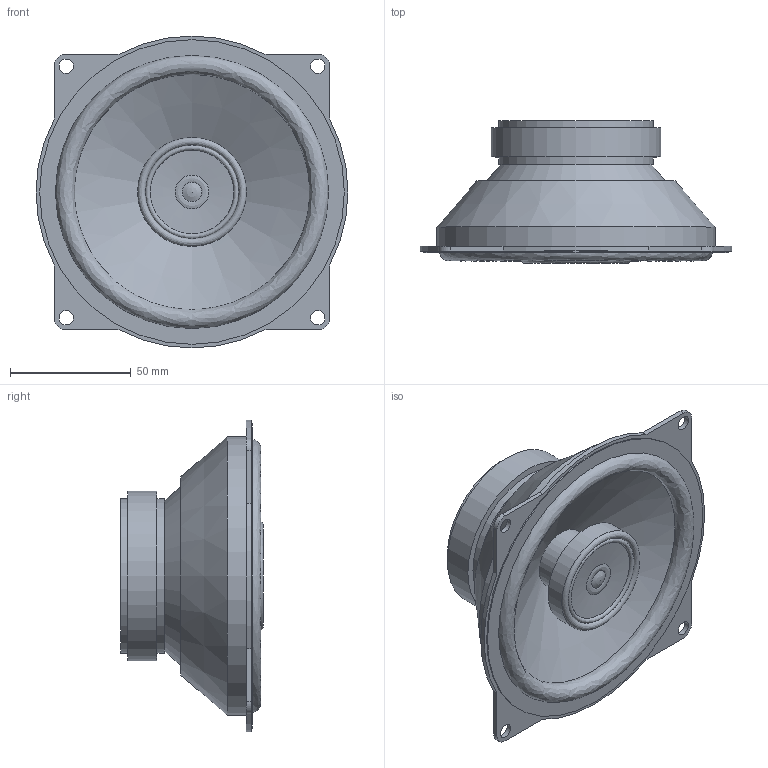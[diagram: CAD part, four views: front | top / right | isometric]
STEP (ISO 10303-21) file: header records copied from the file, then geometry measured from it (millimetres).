
FILE_DESCRIPTION(('FreeCAD Model'),'2;1');
FILE_NAME('JBL_Stage2_524.step','2020-06-26T08:35:16',('Author'),(''), 'Open CASCADE STEP processor 6.8','FreeCAD','Unknown');
FILE_SCHEMA(('AUTOMOTIVE_DESIGN_CC2 { 1 2 10303 214 -1 1 5 4 }'));
Length unit declared in the file: millimetre
Products named in the file (1): JBL_Stage2_524
Bounding box: 129 x 59 x 129 mm (x, y, z)
Volume: 117175.6 mm3; surface area: 78762.9 mm2
Topology: 1 solids, 2 shells, 56 faces, 118 edges, 75 vertices
Faces by surface type: cylinder 22, plane 21, cone 7, revolution 5, sphere 1
Full cylindrical faces by diameter (mm): 6 x4, 26 x2, 45 x1, 64 x2, 70 x1, 113 x2, 115 x1, 126 x1
Entity records: 3200 total; most frequent: CARTESIAN_POINT 710, DIRECTION 497, LINE 242, VECTOR 242, ORIENTED_EDGE 234, PCURVE 234, DEFINITIONAL_REPRESENTATION 234, AXIS2_PLACEMENT_3D 121
